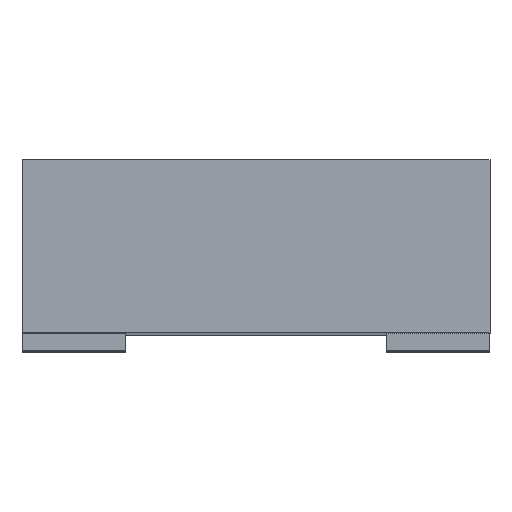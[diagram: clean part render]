
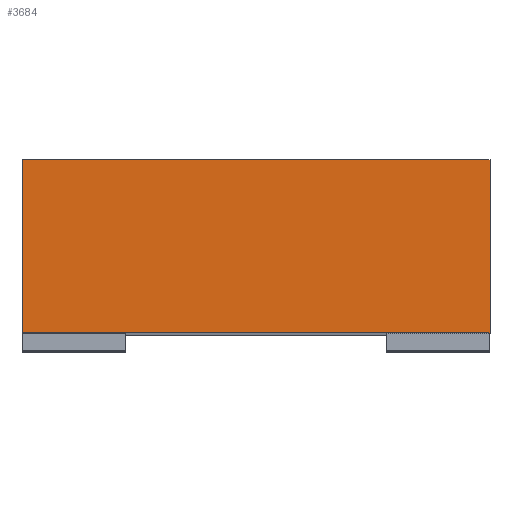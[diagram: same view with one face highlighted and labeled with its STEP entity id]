
A CAD part, top view. The second image highlights one B-rep face of the part: STEP entity #3684.
In plain terms, the highlighted planar face has unit normal (0, 0, 1).
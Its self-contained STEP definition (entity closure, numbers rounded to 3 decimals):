
#197 = EDGE_CURVE ( 'NONE', #2096, #2816, #3030, .T. ) ;
#245 = EDGE_CURVE ( 'NONE', #3434, #1769, #586, .T. ) ;
#325 = ORIENTED_EDGE ( 'NONE', *, *, #2171, .T. ) ;
#439 = DIRECTION ( 'NONE',  ( 0., -1., 0. ) ) ;
#586 = LINE ( 'NONE', #3176, #3411 ) ;
#595 = CARTESIAN_POINT ( 'NONE',  ( 0.675, 0.05, 1.75 ) ) ;
#865 = ORIENTED_EDGE ( 'NONE', *, *, #2269, .F. ) ;
#1173 = CARTESIAN_POINT ( 'NONE',  ( 0.675, 0.05, 1.75 ) ) ;
#1469 = VECTOR ( 'NONE', #4171, 1000. ) ;
#1556 = EDGE_LOOP ( 'NONE', ( #865, #2210, #325, #4000 ) ) ;
#1769 = VERTEX_POINT ( 'NONE', #3590 ) ;
#1798 = VECTOR ( 'NONE', #2630, 1000. ) ;
#1880 = AXIS2_PLACEMENT_3D ( 'NONE', #3460, #2158, #3157 ) ;
#1890 = CARTESIAN_POINT ( 'NONE',  ( 0.675, 0.55, 1.75 ) ) ;
#2096 = VERTEX_POINT ( 'NONE', #1890 ) ;
#2158 = DIRECTION ( 'NONE',  ( 0., 0., -1. ) ) ;
#2171 = EDGE_CURVE ( 'NONE', #1769, #2816, #2359, .T. ) ;
#2210 = ORIENTED_EDGE ( 'NONE', *, *, #245, .T. ) ;
#2269 = EDGE_CURVE ( 'NONE', #3434, #2096, #2654, .T. ) ;
#2359 = LINE ( 'NONE', #1173, #1469 ) ;
#2630 = DIRECTION ( 'NONE',  ( 1., 0., 0. ) ) ;
#2654 = LINE ( 'NONE', #3676, #1798 ) ;
#2697 = CARTESIAN_POINT ( 'NONE',  ( -0.675, 0.55, 1.75 ) ) ;
#2816 = VERTEX_POINT ( 'NONE', #595 ) ;
#3030 = LINE ( 'NONE', #3070, #4342 ) ;
#3070 = CARTESIAN_POINT ( 'NONE',  ( 0.675, 4.851, 1.75 ) ) ;
#3139 = FACE_OUTER_BOUND ( 'NONE', #1556, .T. ) ;
#3157 = DIRECTION ( 'NONE',  ( -1., 0., 0. ) ) ;
#3176 = CARTESIAN_POINT ( 'NONE',  ( -0.675, 4.851, 1.75 ) ) ;
#3411 = VECTOR ( 'NONE', #4149, 1000. ) ;
#3434 = VERTEX_POINT ( 'NONE', #2697 ) ;
#3460 = CARTESIAN_POINT ( 'NONE',  ( 0.675, 4.851, 1.75 ) ) ;
#3590 = CARTESIAN_POINT ( 'NONE',  ( -0.675, 0.05, 1.75 ) ) ;
#3676 = CARTESIAN_POINT ( 'NONE',  ( 0.675, 0.55, 1.75 ) ) ;
#3684 = ADVANCED_FACE ( 'NONE', ( #3139 ), #3838, .F. ) ;
#3838 = PLANE ( 'NONE',  #1880 ) ;
#4000 = ORIENTED_EDGE ( 'NONE', *, *, #197, .F. ) ;
#4149 = DIRECTION ( 'NONE',  ( 0., -1., 0. ) ) ;
#4171 = DIRECTION ( 'NONE',  ( 1., 0., 0. ) ) ;
#4342 = VECTOR ( 'NONE', #439, 1000. ) ;
